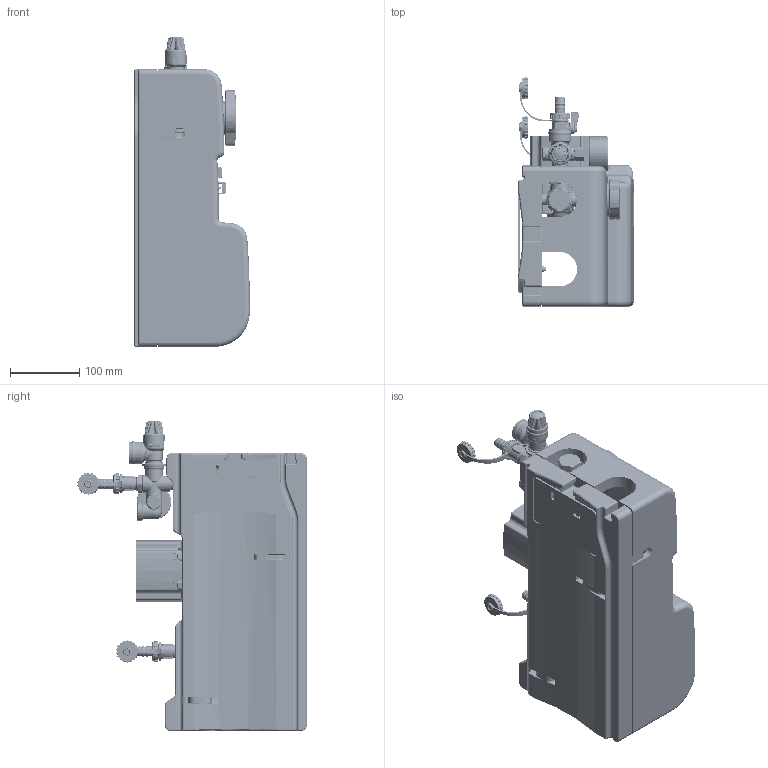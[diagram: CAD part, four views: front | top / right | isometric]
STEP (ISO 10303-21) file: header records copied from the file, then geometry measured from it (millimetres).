
FILE_DESCRIPTION(('CATIA V5 STEP Exchange','CAx-IF Rec.Pracs.--- Model Styling and Organization---1.4--- 2014-01-23','CAx-IF Rec.Pracs.---3D Tessellated Data Validation Properties---0.5---2014-09-14'),'2;1');
FILE_NAME('STEP_278750HE_-_TST.stp','2021-05-31T14:34:34+00:00',('none'),('none'),'CATIA Version 5-6 Release 2019 SP3','CATIA V5 STEP AP242 v1','none');
FILE_SCHEMA(('AP242_MANAGED_MODEL_BASED_3D_ENGINEERING_MIM_LF {1 0 10303 442 1 1 4}'));
Products named in the file (1): 278050HE - TST
Bounding box: 166.54 x 330.41 x 446.2 mm (x, y, z)
Volume: 5997948.5 mm3; surface area: 832021 mm2
Topology: 5 solids, 21 shells, 9245 faces, 23289 edges, 13845 vertices
Faces by surface type: bspline 2862, cylinder 1873, plane 1853, torus 995, cone 805, extrusion 439, sphere 406, revolution 12
Entity records: 429774 total; most frequent: CARTESIAN_POINT 244618, ORIENTED_EDGE 45706, EDGE_CURVE 22853, DIRECTION 21521, VERTEX_POINT 13843, B_SPLINE_CURVE_WITH_KNOTS 11378, AXIS2_PLACEMENT_3D 10346, EDGE_LOOP 9535
